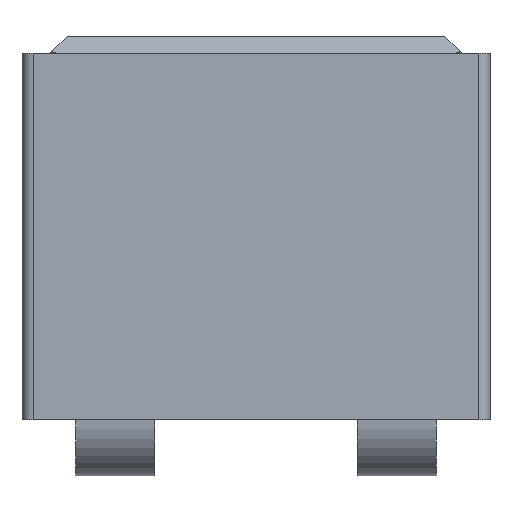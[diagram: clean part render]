
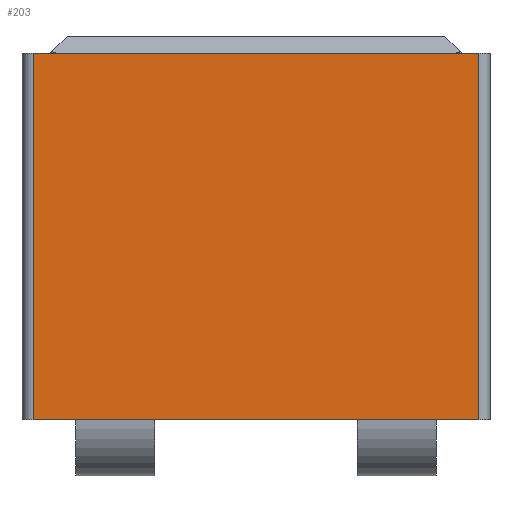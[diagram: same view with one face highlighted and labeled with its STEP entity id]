
A CAD part, left-side view. The second image highlights one B-rep face of the part: STEP entity #203.
In plain terms, the highlighted planar face has unit normal (-1, 0, 0).
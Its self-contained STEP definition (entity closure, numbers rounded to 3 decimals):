
#203 = ADVANCED_FACE( '', ( #467 ), #468, .T. );
#467 = FACE_OUTER_BOUND( '', #808, .T. );
#468 = PLANE( '', #809 );
#808 = EDGE_LOOP( '', ( #1458, #1459, #1460, #1461 ) );
#809 = AXIS2_PLACEMENT_3D( '', #1462, #1463, #1464 );
#1458 = ORIENTED_EDGE( '', *, *, #2349, .T. );
#1459 = ORIENTED_EDGE( '', *, *, #2350, .F. );
#1460 = ORIENTED_EDGE( '', *, *, #2351, .T. );
#1461 = ORIENTED_EDGE( '', *, *, #2269, .F. );
#1462 = CARTESIAN_POINT( '', ( -4.4, -4.15, 6.8 ) );
#1463 = DIRECTION( '', ( -1., 0., 0. ) );
#1464 = DIRECTION( '', ( 0., -1., 0. ) );
#2269 = EDGE_CURVE( '', #2701, #2702, #2703, .T. );
#2349 = EDGE_CURVE( '', #2701, #2831, #2832, .F. );
#2350 = EDGE_CURVE( '', #2833, #2831, #2834, .T. );
#2351 = EDGE_CURVE( '', #2833, #2702, #2835, .T. );
#2701 = VERTEX_POINT( '', #3455 );
#2702 = VERTEX_POINT( '', #3456 );
#2703 = LINE( '', #3457, #3458 );
#2831 = VERTEX_POINT( '', #3787 );
#2832 = LINE( '', #3788, #3789 );
#2833 = VERTEX_POINT( '', #3790 );
#2834 = LINE( '', #3791, #3792 );
#2835 = LINE( '', #3793, #3794 );
#3455 = CARTESIAN_POINT( '', ( -4.4, -3.95, 0. ) );
#3456 = CARTESIAN_POINT( '', ( -4.4, 3.95, 0. ) );
#3457 = CARTESIAN_POINT( '', ( -4.4, -4.15, 0. ) );
#3458 = VECTOR( '', #4453, 1000. );
#3787 = CARTESIAN_POINT( '', ( -4.4, -3.95, 6.5 ) );
#3788 = CARTESIAN_POINT( '', ( -4.4, -3.95, 6.8 ) );
#3789 = VECTOR( '', #4503, 1000. );
#3790 = CARTESIAN_POINT( '', ( -4.4, 3.95, 6.5 ) );
#3791 = CARTESIAN_POINT( '', ( -4.4, 4.15, 6.5 ) );
#3792 = VECTOR( '', #4504, 1000. );
#3793 = CARTESIAN_POINT( '', ( -4.4, 3.95, 6.8 ) );
#3794 = VECTOR( '', #4505, 1000. );
#4453 = DIRECTION( '', ( 0., 1., 0. ) );
#4503 = DIRECTION( '', ( 0., 0., -1. ) );
#4504 = DIRECTION( '', ( 0., -1., 0. ) );
#4505 = DIRECTION( '', ( 0., 0., -1. ) );
